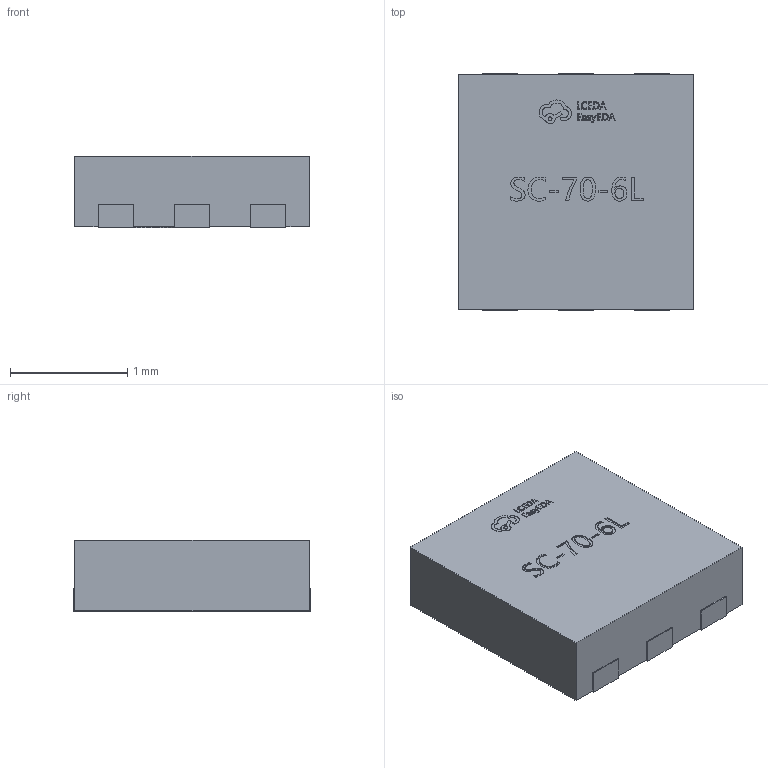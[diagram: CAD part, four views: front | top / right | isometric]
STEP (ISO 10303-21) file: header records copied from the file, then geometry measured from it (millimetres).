
FILE_DESCRIPTION (( 'STEP AP214' ), '1' );
FILE_NAME ('SC-70-6L_L2.0-W2.0-H0.6-P0.65.step', '2022-07-09T14:44:42', ( '' ), ( '' ), 'SwSTEP 2.0', 'SolidWorks 2020', '' );
FILE_SCHEMA (( 'AUTOMOTIVE_DESIGN' ));
Length unit declared in the file: millimetre
Products named in the file (1): SC-70-6L_L2.0-W2.0-H0.6-P0.65
Bounding box: 2 x 2.02 x 0.61 mm (x, y, z)
Volume: 2.4 mm3; surface area: 13.1 mm2
Topology: 1 solids, 1 shells, 414 faces, 1128 edges, 752 vertices
Faces by surface type: plane 248, bspline 154, cylinder 12
Entity records: 20486 total; most frequent: CARTESIAN_POINT 7109, ORIENTED_EDGE 2256, DIRECTION 1358, EDGE_CURVE 1128, VECTOR 788, LINE 788, VERTEX_POINT 752, EDGE_LOOP 450
